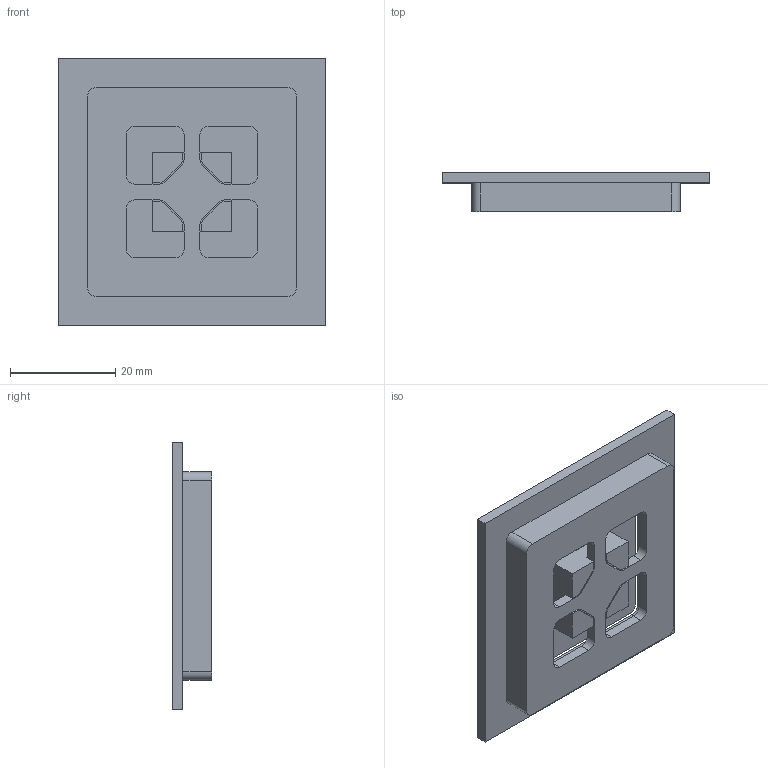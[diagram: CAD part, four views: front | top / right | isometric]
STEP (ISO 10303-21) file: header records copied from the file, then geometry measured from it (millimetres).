
FILE_DESCRIPTION (( 'STEP AP214' ), '1' );
FILE_NAME ('Tower Cap ASM.STEP', '2021-12-07T16:57:58', ( '' ), ( '' ), 'SwSTEP 2.0', 'SolidWorks 2021', '' );
FILE_SCHEMA (( 'AUTOMOTIVE_DESIGN' ));
Length unit declared in the file: inch
Products named in the file (3): Tower Cap ASM; Tower Cap - 01; Tower Cap - 02
Assembly tree (2 placements, depth 2):
  Tower Cap ASM
    Tower Cap - 01
    Tower Cap - 02
Bounding box: 50.8 x 7.5 x 50.8 mm (x, y, z)
Volume: 8973.3 mm3; surface area: 8978.5 mm2
Topology: 2 solids, 2 shells, 112 faces, 312 edges, 208 vertices
Faces by surface type: plane 68, cylinder 44
Entity records: 3744 total; most frequent: CARTESIAN_POINT 637, DIRECTION 634, ORIENTED_EDGE 624, EDGE_CURVE 312, LINE 224, VECTOR 224, VERTEX_POINT 208, AXIS2_PLACEMENT_3D 205
